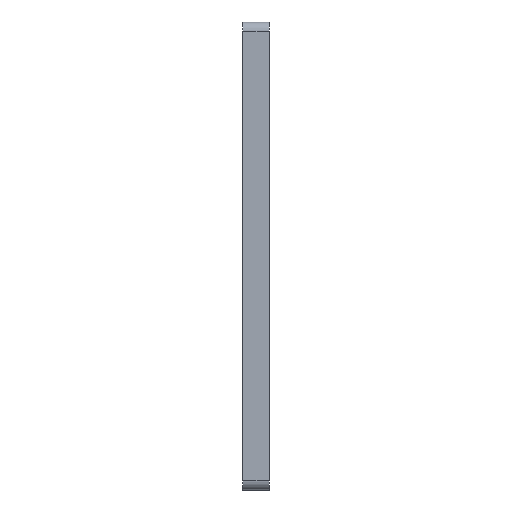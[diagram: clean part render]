
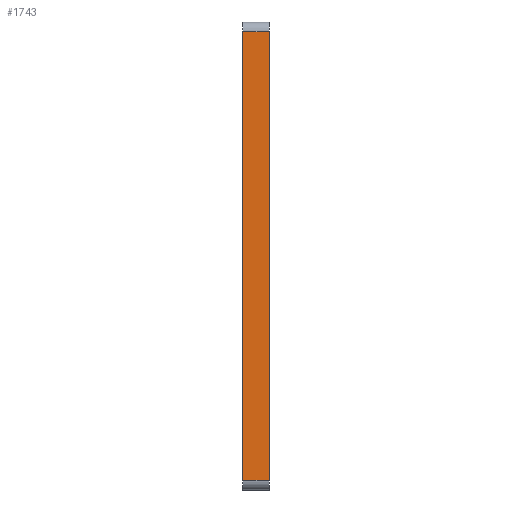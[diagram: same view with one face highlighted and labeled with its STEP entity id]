
A CAD part, left-side view. The second image highlights one B-rep face of the part: STEP entity #1743.
In plain terms, the highlighted planar face has unit normal (-1, 0, 0).
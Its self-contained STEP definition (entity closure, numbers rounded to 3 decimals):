
#143=FACE_OUTER_BOUND('',#240,.T.);
#240=EDGE_LOOP('',(#1225,#1226,#1227,#1228));
#343=LINE('',#2414,#510);
#353=LINE('',#2621,#520);
#355=LINE('',#2625,#522);
#356=LINE('',#2626,#523);
#510=VECTOR('',#1966,10.);
#520=VECTOR('',#1988,10.);
#522=VECTOR('',#1992,10.);
#523=VECTOR('',#1993,10.);
#732=VERTEX_POINT('',#2411);
#733=VERTEX_POINT('',#2413);
#765=VERTEX_POINT('',#2619);
#766=VERTEX_POINT('',#2624);
#915=EDGE_CURVE('',#732,#733,#343,.T.);
#948=EDGE_CURVE('',#765,#732,#353,.T.);
#950=EDGE_CURVE('',#766,#765,#355,.F.);
#951=EDGE_CURVE('',#733,#766,#356,.T.);
#1225=ORIENTED_EDGE('',*,*,#948,.F.);
#1226=ORIENTED_EDGE('',*,*,#950,.F.);
#1227=ORIENTED_EDGE('',*,*,#951,.F.);
#1228=ORIENTED_EDGE('',*,*,#915,.F.);
#1698=PLANE('',#1860);
#1743=ADVANCED_FACE('',(#143),#1698,.T.);
#1860=AXIS2_PLACEMENT_3D('',#2623,#1990,#1991);
#1966=DIRECTION('',(0.,0.,-1.));
#1988=DIRECTION('',(0.,-1.,0.));
#1990=DIRECTION('center_axis',(-1.,0.,0.));
#1991=DIRECTION('ref_axis',(0.,0.,1.));
#1992=DIRECTION('',(0.,0.,-1.));
#1993=DIRECTION('',(0.,1.,0.));
#2411=CARTESIAN_POINT('',(-40.5,-0.9,35.));
#2413=CARTESIAN_POINT('',(-40.5,-0.9,-35.));
#2414=CARTESIAN_POINT('',(-40.5,-0.9,-18.25));
#2619=CARTESIAN_POINT('',(-40.5,3.2,35.));
#2621=CARTESIAN_POINT('',(-40.5,0.,35.));
#2623=CARTESIAN_POINT('Origin',(-40.5,0.,-36.5));
#2624=CARTESIAN_POINT('',(-40.5,3.2,-35.));
#2625=CARTESIAN_POINT('',(-40.5,3.2,-18.25));
#2626=CARTESIAN_POINT('',(-40.5,0.,-35.));
